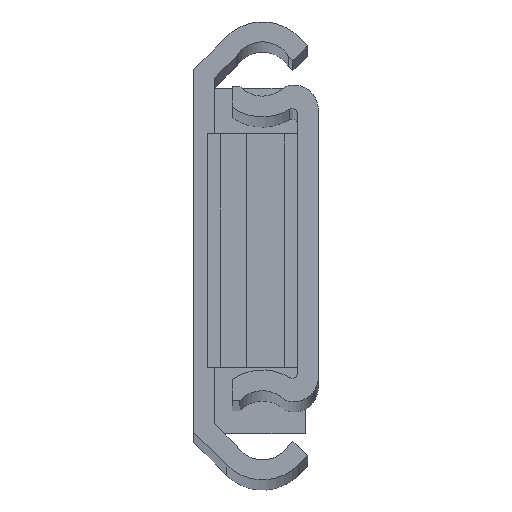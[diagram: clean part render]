
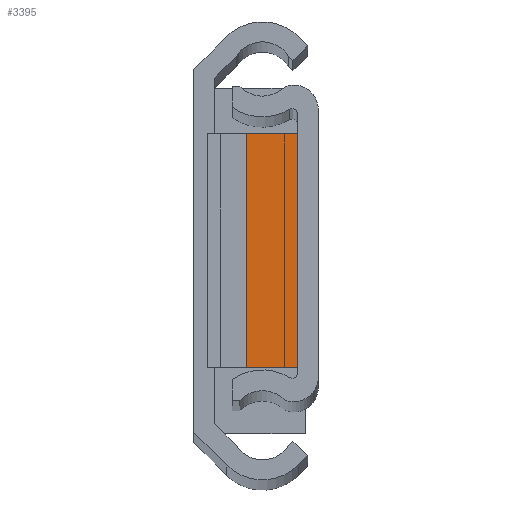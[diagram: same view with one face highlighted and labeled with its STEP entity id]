
A CAD part, top view. The second image highlights one B-rep face of the part: STEP entity #3395.
In plain terms, the highlighted face is planar.
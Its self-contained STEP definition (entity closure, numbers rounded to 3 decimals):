
#333 = EDGE_CURVE ( 'NONE', #1685, #1695, #1899, .T. ) ;
#481 = EDGE_CURVE ( 'NONE', #1685, #1684, #665, .T. ) ;
#482 = EDGE_CURVE ( 'NONE', #1684, #1665, #666, .T. ) ;
#665 = LINE ( 'NONE', #874, #3683 ) ;
#666 = LINE ( 'NONE', #873, #3684 ) ;
#781 = LINE ( 'NONE', #1457, #2878 ) ;
#787 = FACE_OUTER_BOUND ( 'NONE', #2551, .T. ) ;
#872 = DIRECTION ( 'NONE',  ( 0., 0., -1. ) ) ;
#873 = CARTESIAN_POINT ( 'NONE',  ( -96.6, -9., 0. ) ) ;
#874 = CARTESIAN_POINT ( 'NONE',  ( -96.6, 9., 5.9 ) ) ;
#875 = DIRECTION ( 'NONE',  ( 0., -1., 0. ) ) ;
#906 = CARTESIAN_POINT ( 'NONE',  ( -96.6, -9., 0. ) ) ;
#1123 = CARTESIAN_POINT ( 'NONE',  ( -96.6, 9., 0. ) ) ;
#1129 = CARTESIAN_POINT ( 'NONE',  ( -96.6, 9., 5.9 ) ) ;
#1130 = CARTESIAN_POINT ( 'NONE',  ( -96.6, -9., 5.9 ) ) ;
#1457 = CARTESIAN_POINT ( 'NONE',  ( -96.6, 9., 0. ) ) ;
#1458 = DIRECTION ( 'NONE',  ( 0., -1., 0. ) ) ;
#1479 = PLANE ( 'NONE',  #2863 ) ;
#1480 = CARTESIAN_POINT ( 'NONE',  ( -96.6, 9., 0. ) ) ;
#1481 = DIRECTION ( 'NONE',  ( -1., 0., 0. ) ) ;
#1482 = DIRECTION ( 'NONE',  ( 0., 0., 1. ) ) ;
#1665 = VERTEX_POINT ( 'NONE', #906 ) ;
#1684 = VERTEX_POINT ( 'NONE', #1130 ) ;
#1685 = VERTEX_POINT ( 'NONE', #1129 ) ;
#1695 = VERTEX_POINT ( 'NONE', #1123 ) ;
#1823 = ORIENTED_EDGE ( 'NONE', *, *, #333, .F. ) ;
#1824 = ORIENTED_EDGE ( 'NONE', *, *, #482, .T. ) ;
#1825 = ORIENTED_EDGE ( 'NONE', *, *, #3387, .F. ) ;
#1827 = ORIENTED_EDGE ( 'NONE', *, *, #481, .T. ) ;
#1899 = LINE ( 'NONE', #3561, #3284 ) ;
#2551 = EDGE_LOOP ( 'NONE', ( #1824, #1825, #1823, #1827 ) ) ;
#2863 = AXIS2_PLACEMENT_3D ( 'NONE', #1480, #1481, #1482 ) ;
#2878 = VECTOR ( 'NONE', #1458, 1000. ) ;
#3284 = VECTOR ( 'NONE', #3597, 1000. ) ;
#3387 = EDGE_CURVE ( 'NONE', #1695, #1665, #781, .T. ) ;
#3395 = ADVANCED_FACE ( 'NONE', ( #787 ), #1479, .F. ) ;
#3561 = CARTESIAN_POINT ( 'NONE',  ( -96.6, 9., 0. ) ) ;
#3597 = DIRECTION ( 'NONE',  ( 0., 0., -1. ) ) ;
#3683 = VECTOR ( 'NONE', #875, 1000. ) ;
#3684 = VECTOR ( 'NONE', #872, 1000. ) ;
